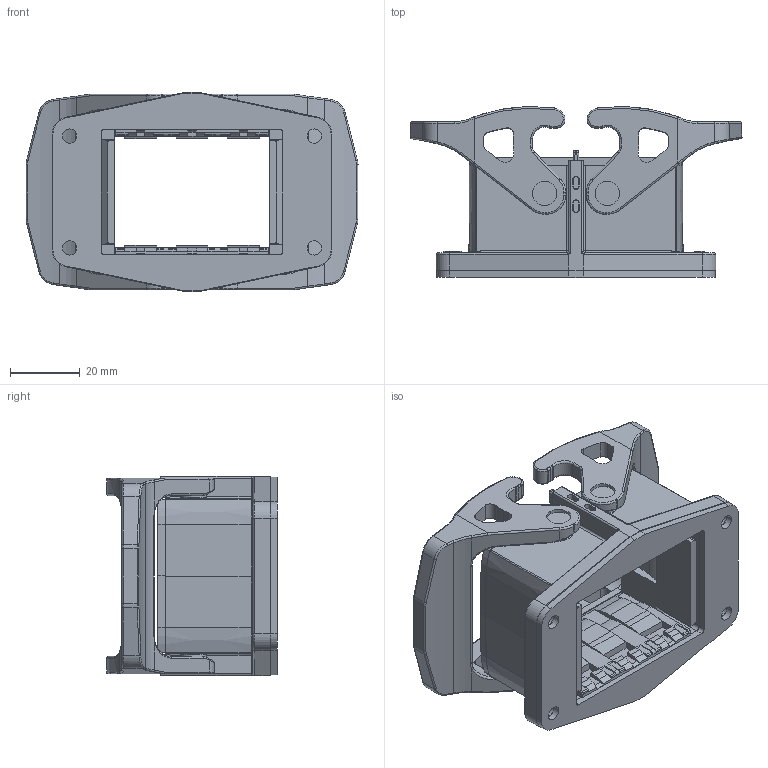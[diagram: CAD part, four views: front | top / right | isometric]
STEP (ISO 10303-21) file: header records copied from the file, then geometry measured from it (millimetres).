
FILE_DESCRIPTION((''),'2;1');
FILE_NAME('PRT0007','2023-10-26T',('lj.zou'),(''),'PRO/ENGINEER BY PARAMETRIC TECHNOLOGY CORPORATION, 2012480','PRO/ENGINEER BY PARAMETRIC TECHNOLOGY CORPORATION, 2012480','');
FILE_SCHEMA(('CONFIG_CONTROL_DESIGN'));
Length unit declared in the file: millimetre
Products named in the file (1): PRT0007
Bounding box: 95 x 48.84 x 57 mm (x, y, z)
Volume: 66175.3 mm3; surface area: 33070.8 mm2
Topology: 1 solids, 3 shells, 1184 faces, 3111 edges, 1957 vertices
Faces by surface type: plane 571, cylinder 403, torus 121, bspline 49, cone 24, sphere 12, extrusion 4
Entity records: 38961 total; most frequent: CARTESIAN_POINT 10059, ORIENTED_EDGE 6198, DIRECTION 5847, EDGE_CURVE 3099, AXIS2_PLACEMENT_3D 2002, VERTEX_POINT 1957, VECTOR 1843, LINE 1839
